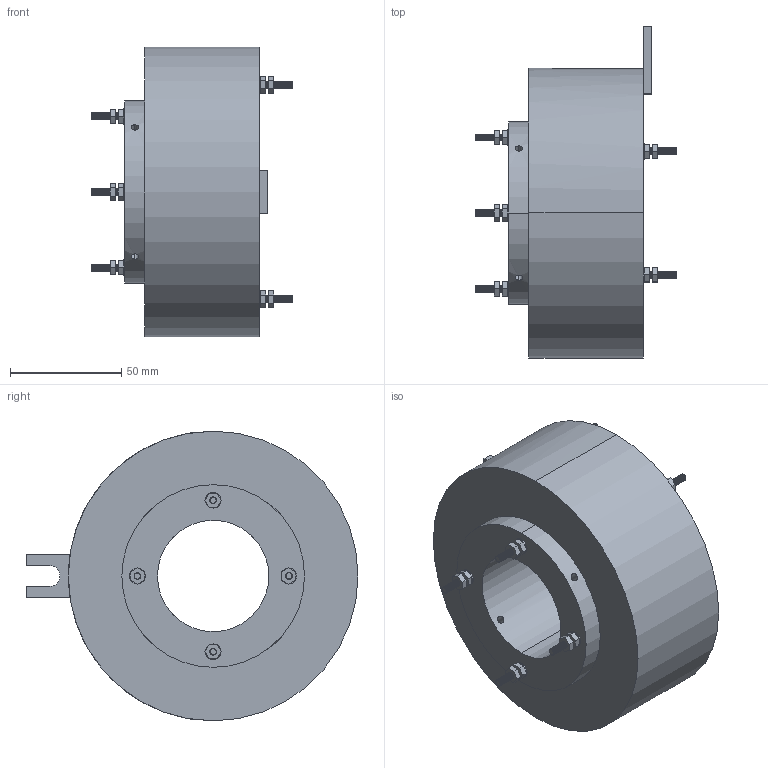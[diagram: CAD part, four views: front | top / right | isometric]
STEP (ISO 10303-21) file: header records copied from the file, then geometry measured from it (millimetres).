
FILE_DESCRIPTION (( 'STEP AP214' ), '1' );
FILE_NAME ('RX00727004--RT050-P0230-S02-T200 (2D OK).STEP', '2020-07-29T09:07:22', ( 'admin321' ), ( '' ), 'SwSTEP 2.0', 'SolidWorks 2014', '' );
FILE_SCHEMA (( 'AUTOMOTIVE_DESIGN' ));
Length unit declared in the file: millimetre
Products named in the file (1): RX00727004--RT050-P0230-S02-T200 (2D OK)
Bounding box: 90.2 x 149 x 130 mm (x, y, z)
Volume: 612059.2 mm3; surface area: 59625.7 mm2
Topology: 1 solids, 1 shells, 647 faces, 1727 edges, 1097 vertices
Faces by surface type: cylinder 363, plane 244, bspline 32, cone 8
Entity records: 45458 total; most frequent: CARTESIAN_POINT 31254, ORIENTED_EDGE 3446, DIRECTION 2474, EDGE_CURVE 1723, VERTEX_POINT 1097, AXIS2_PLACEMENT_3D 840, VECTOR 794, LINE 794
